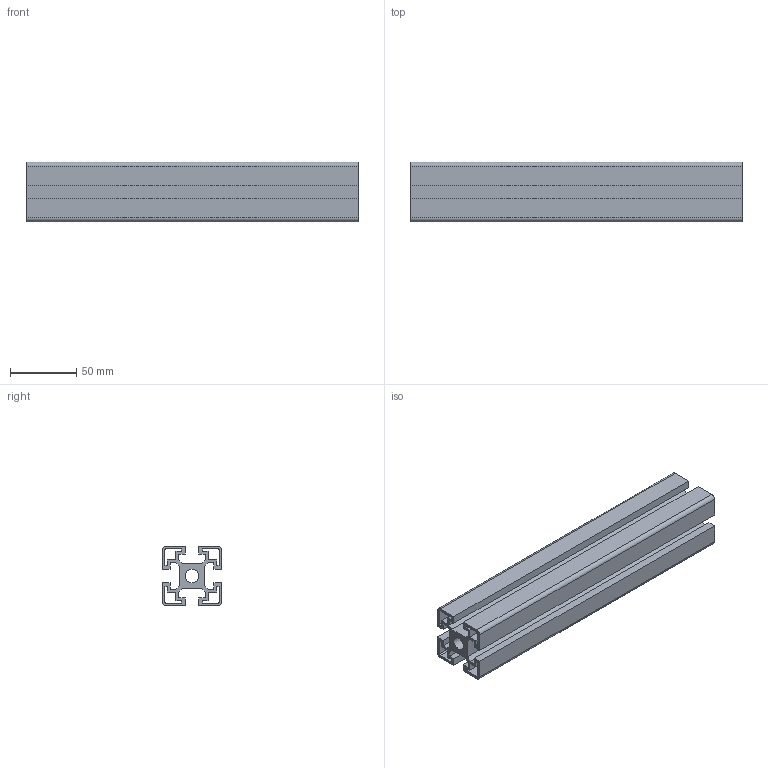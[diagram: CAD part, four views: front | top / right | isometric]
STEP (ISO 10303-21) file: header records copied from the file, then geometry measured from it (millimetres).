
FILE_DESCRIPTION (( 'STEP AP214' ), '1' );
FILE_NAME ('3_842_990_520_250-Bosch.step', '2020-07-02T13:12:24', ( '' ), ( '' ), 'SwSTEP 2.0', 'SolidWorks 2010', '' );
FILE_SCHEMA (( 'AUTOMOTIVE_DESIGN' ));
Length unit declared in the file: millimetre
Products named in the file (1): 3_842_990_520_250-Bosch
Bounding box: 250 x 45 x 45 mm (x, y, z)
Volume: 204435.7 mm3; surface area: 145692.2 mm2
Topology: 1 solids, 1 shells, 87 faces, 255 edges, 170 vertices
Faces by surface type: plane 78, cylinder 9
Full cylindrical faces by diameter (mm): 10 x1
Entity records: 2896 total; most frequent: CARTESIAN_POINT 512, ORIENTED_EDGE 508, DIRECTION 448, EDGE_CURVE 254, VECTOR 236, LINE 236, VERTEX_POINT 170, AXIS2_PLACEMENT_3D 106
